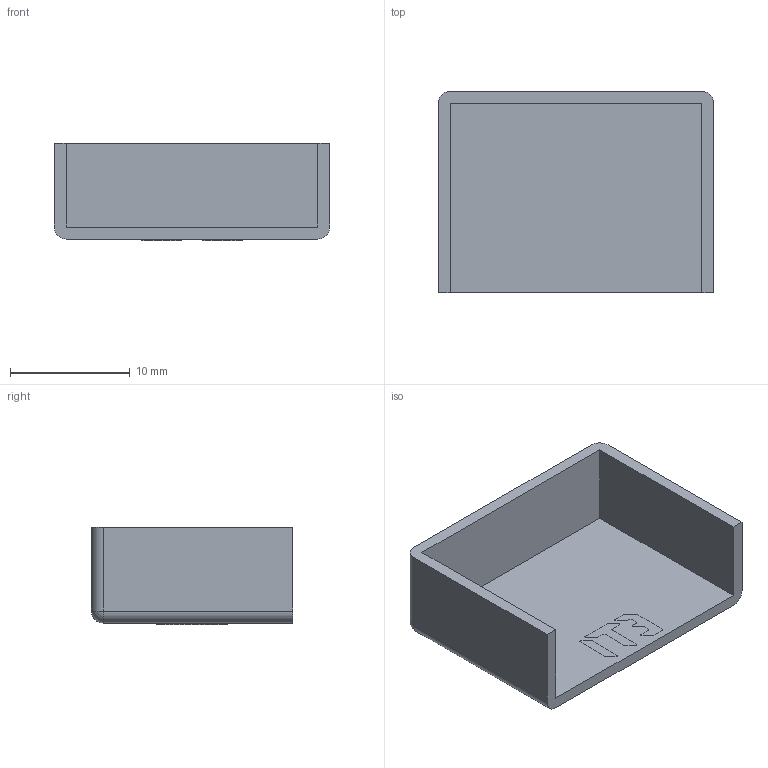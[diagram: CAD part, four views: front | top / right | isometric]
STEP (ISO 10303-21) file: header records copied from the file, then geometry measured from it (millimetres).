
FILE_DESCRIPTION((''),'2;1');
FILE_NAME('ASM0141_ASM','2021-03-30T',('marketing.praksa'),('Audax d.o.o.'),'CREO PARAMETRIC BY PTC INC, 2017480','CREO PARAMETRIC BY PTC INC, 2017480','');
FILE_SCHEMA(('AUTOMOTIVE_DESIGN { 1 0 10303 214 1 1 1 1 }'));
Products named in the file (3): PRT0155; ASDF; ASM0141_ASM
Assembly tree (2 placements, depth 2):
  ASM0141_ASM
    PRT0155
    ASDF
Bounding box: 23 x 16.8 x 8.15 mm (x, y, z)
Volume: 749.6 mm3; surface area: 1676.1 mm2
Topology: 4 solids, 4 shells, 136 faces, 377 edges, 252 vertices
Faces by surface type: plane 76, cylinder 58, sphere 2
Entity records: 6796 total; most frequent: DIRECTION 785, CARTESIAN_POINT 775, ORIENTED_EDGE 750, PRESENTATION_STYLE_ASSIGNMENT 515, STYLED_ITEM 515, CURVE_STYLE 375, EDGE_CURVE 375, AXIS2_PLACEMENT_3D 269
